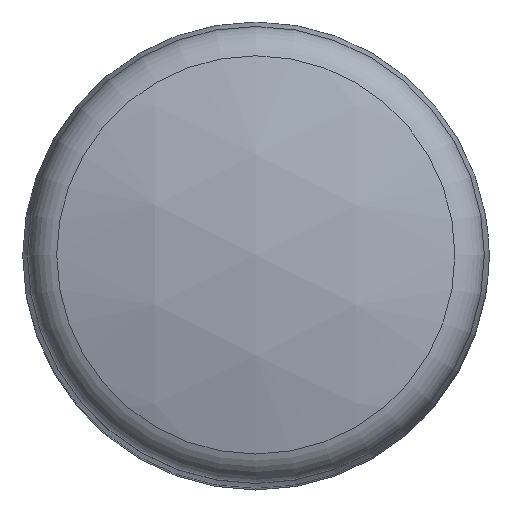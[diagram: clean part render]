
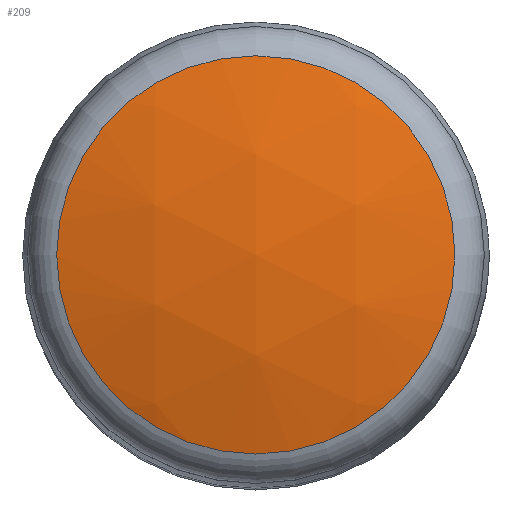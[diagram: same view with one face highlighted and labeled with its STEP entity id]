
A CAD part, top view. The second image highlights one B-rep face of the part: STEP entity #209.
In plain terms, the highlighted spherical face has radius 173.372 mm.
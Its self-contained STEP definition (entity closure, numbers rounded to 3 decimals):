
#189=CARTESIAN_POINT('',(0.,-49.68,352.73));
#190=VERTEX_POINT('',#189);
#191=CARTESIAN_POINT('',(0.,0.,352.73));
#192=DIRECTION('',(0.0,0.0,-1.0));
#193=DIRECTION('',(0.0,1.0,0.0));
#194=AXIS2_PLACEMENT_3D('',#191,#192,#193);
#195=CIRCLE('',#194,49.68);
#196=EDGE_CURVE('',#190,#190,#195,.T.);
#201=CARTESIAN_POINT('',(0.,0.,186.628));
#202=DIRECTION('',(1.0,0.0,0.0));
#203=DIRECTION('',(0.0,0.0,-1.0));
#204=AXIS2_PLACEMENT_3D('',#201,#202,#203);
#205=SPHERICAL_SURFACE('',#204,173.372);
#206=ORIENTED_EDGE('',*,*,#196,.F.);
#207=EDGE_LOOP('',(#206));
#208=FACE_OUTER_BOUND('',#207,.T.);
#209=ADVANCED_FACE('',(#208),#205,.T.);
